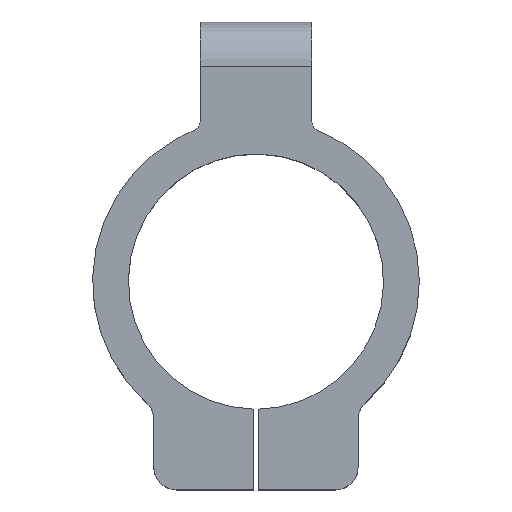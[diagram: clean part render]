
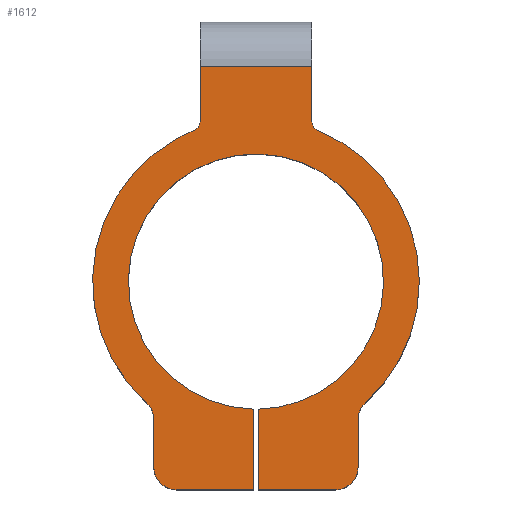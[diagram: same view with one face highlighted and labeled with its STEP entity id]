
A CAD part, top view. The second image highlights one B-rep face of the part: STEP entity #1612.
In plain terms, the highlighted planar face has unit normal (0, 0, 1).
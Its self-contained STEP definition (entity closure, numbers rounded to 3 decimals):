
#194=CARTESIAN_POINT('Vertex',(-22.804,-30.809,38.)) ;
#197=CARTESIAN_POINT('Axis2P3D Location',(-27.804,-30.809,38.)) ;
#201=CARTESIAN_POINT('Vertex',(-24.454,-27.097,38.)) ;
#266=CARTESIAN_POINT('Axis2P3D Location',(0.,0.,38.)) ;
#270=CARTESIAN_POINT('Vertex',(-17.499,32.032,38.)) ;
#372=CARTESIAN_POINT('Vertex',(12.5,48.,38.)) ;
#379=CARTESIAN_POINT('Vertex',(-12.5,48.,38.)) ;
#382=CARTESIAN_POINT('Line Origine',(0.,48.,38.)) ;
#509=CARTESIAN_POINT('Vertex',(13.664,-25.011,38.)) ;
#512=CARTESIAN_POINT('Axis2P3D Location',(0.,0.,38.)) ;
#516=CARTESIAN_POINT('Vertex',(-13.664,25.011,38.)) ;
#535=CARTESIAN_POINT('Vertex',(-0.5,-28.496,38.)) ;
#545=CARTESIAN_POINT('Axis2P3D Location',(0.,0.,38.)) ;
#562=CARTESIAN_POINT('Line Origine',(-9.152,-46.5,38.)) ;
#566=CARTESIAN_POINT('Vertex',(-17.804,-46.5,38.)) ;
#568=CARTESIAN_POINT('Vertex',(-0.5,-46.5,38.)) ;
#716=CARTESIAN_POINT('Vertex',(24.454,-27.097,38.)) ;
#721=CARTESIAN_POINT('Axis2P3D Location',(27.804,-30.809,38.)) ;
#725=CARTESIAN_POINT('Vertex',(22.804,-30.809,38.)) ;
#760=CARTESIAN_POINT('Vertex',(17.804,-46.5,38.)) ;
#763=CARTESIAN_POINT('Line Origine',(9.152,-46.5,38.)) ;
#767=CARTESIAN_POINT('Vertex',(0.5,-46.5,38.)) ;
#787=CARTESIAN_POINT('Axis2P3D Location',(17.804,-41.5,38.)) ;
#791=CARTESIAN_POINT('Vertex',(22.804,-41.5,38.)) ;
#920=CARTESIAN_POINT('Line Origine',(22.804,-36.155,38.)) ;
#961=CARTESIAN_POINT('Vertex',(0.5,-28.496,38.)) ;
#964=CARTESIAN_POINT('Axis2P3D Location',(0.,0.,38.)) ;
#1172=CARTESIAN_POINT('Axis2P3D Location',(-17.804,-41.5,38.)) ;
#1176=CARTESIAN_POINT('Vertex',(-22.804,-41.5,38.)) ;
#1204=CARTESIAN_POINT('Line Origine',(-22.804,-36.155,38.)) ;
#1337=CARTESIAN_POINT('Line Origine',(0.5,-37.498,38.)) ;
#1375=CARTESIAN_POINT('Line Origine',(-0.5,-37.498,38.)) ;
#1487=CARTESIAN_POINT('Axis2P3D Location',(0.,0.,38.)) ;
#1491=CARTESIAN_POINT('Vertex',(-13.747,33.812,38.)) ;
#1515=CARTESIAN_POINT('Vertex',(-12.5,35.665,38.)) ;
#1520=CARTESIAN_POINT('Line Origine',(-12.5,41.833,38.)) ;
#1548=CARTESIAN_POINT('Axis2P3D Location',(-14.5,35.665,38.)) ;
#1565=CARTESIAN_POINT('Axis2P3D Location',(0.,-28.5,38.)) ;
#1570=CARTESIAN_POINT('Axis2P3D Location',(14.5,35.665,38.)) ;
#1574=CARTESIAN_POINT('Vertex',(13.747,33.812,38.)) ;
#1576=CARTESIAN_POINT('Vertex',(12.5,35.665,38.)) ;
#1579=CARTESIAN_POINT('Line Origine',(12.5,41.833,38.)) ;
#1584=CARTESIAN_POINT('Axis2P3D Location',(0.,0.,38.)) ;
#198=DIRECTION('Axis2P3D Direction',(0.,0.,1.)) ;
#267=DIRECTION('Axis2P3D Direction',(0.,0.,1.)) ;
#383=DIRECTION('Vector Direction',(1.,0.,0.)) ;
#513=DIRECTION('Axis2P3D Direction',(0.,0.,1.)) ;
#546=DIRECTION('Axis2P3D Direction',(0.,0.,1.)) ;
#563=DIRECTION('Vector Direction',(1.,0.,0.)) ;
#722=DIRECTION('Axis2P3D Direction',(0.,0.,-1.)) ;
#764=DIRECTION('Vector Direction',(1.,0.,0.)) ;
#788=DIRECTION('Axis2P3D Direction',(0.,0.,1.)) ;
#921=DIRECTION('Vector Direction',(0.,-1.,0.)) ;
#965=DIRECTION('Axis2P3D Direction',(0.,0.,1.)) ;
#1173=DIRECTION('Axis2P3D Direction',(0.,0.,1.)) ;
#1205=DIRECTION('Vector Direction',(0.,-1.,0.)) ;
#1338=DIRECTION('Vector Direction',(0.,1.,0.)) ;
#1376=DIRECTION('Vector Direction',(0.,-1.,0.)) ;
#1488=DIRECTION('Axis2P3D Direction',(0.,0.,1.)) ;
#1521=DIRECTION('Vector Direction',(0.,1.,0.)) ;
#1549=DIRECTION('Axis2P3D Direction',(0.,0.,-1.)) ;
#1566=DIRECTION('Axis2P3D Direction',(0.,0.,1.)) ;
#1567=DIRECTION('Axis2P3D XDirection',(1.,0.,0.)) ;
#1571=DIRECTION('Axis2P3D Direction',(0.,0.,1.)) ;
#1580=DIRECTION('Vector Direction',(0.,1.,0.)) ;
#1585=DIRECTION('Axis2P3D Direction',(0.,0.,1.)) ;
#199=AXIS2_PLACEMENT_3D('Circle Axis2P3D',#197,#198,$) ;
#268=AXIS2_PLACEMENT_3D('Circle Axis2P3D',#266,#267,$) ;
#514=AXIS2_PLACEMENT_3D('Circle Axis2P3D',#512,#513,$) ;
#547=AXIS2_PLACEMENT_3D('Circle Axis2P3D',#545,#546,$) ;
#723=AXIS2_PLACEMENT_3D('Circle Axis2P3D',#721,#722,$) ;
#789=AXIS2_PLACEMENT_3D('Circle Axis2P3D',#787,#788,$) ;
#966=AXIS2_PLACEMENT_3D('Circle Axis2P3D',#964,#965,$) ;
#1174=AXIS2_PLACEMENT_3D('Circle Axis2P3D',#1172,#1173,$) ;
#1489=AXIS2_PLACEMENT_3D('Circle Axis2P3D',#1487,#1488,$) ;
#1550=AXIS2_PLACEMENT_3D('Circle Axis2P3D',#1548,#1549,$) ;
#1568=AXIS2_PLACEMENT_3D('Plane Axis2P3D',#1565,#1566,#1567) ;
#1572=AXIS2_PLACEMENT_3D('Circle Axis2P3D',#1570,#1571,$) ;
#1586=AXIS2_PLACEMENT_3D('Circle Axis2P3D',#1584,#1585,$) ;
#1590=ORIENTED_EDGE('',*,*,#1578,.T.) ;
#1591=ORIENTED_EDGE('',*,*,#1583,.F.) ;
#1592=ORIENTED_EDGE('',*,*,#386,.F.) ;
#1593=ORIENTED_EDGE('',*,*,#1524,.T.) ;
#1594=ORIENTED_EDGE('',*,*,#1552,.T.) ;
#1595=ORIENTED_EDGE('',*,*,#1493,.T.) ;
#1596=ORIENTED_EDGE('',*,*,#272,.T.) ;
#1597=ORIENTED_EDGE('',*,*,#203,.T.) ;
#1598=ORIENTED_EDGE('',*,*,#1208,.T.) ;
#1599=ORIENTED_EDGE('',*,*,#1178,.F.) ;
#1600=ORIENTED_EDGE('',*,*,#570,.T.) ;
#1601=ORIENTED_EDGE('',*,*,#1379,.F.) ;
#1602=ORIENTED_EDGE('',*,*,#549,.F.) ;
#1603=ORIENTED_EDGE('',*,*,#518,.F.) ;
#1604=ORIENTED_EDGE('',*,*,#968,.F.) ;
#1605=ORIENTED_EDGE('',*,*,#1341,.F.) ;
#1606=ORIENTED_EDGE('',*,*,#769,.T.) ;
#1607=ORIENTED_EDGE('',*,*,#793,.F.) ;
#1608=ORIENTED_EDGE('',*,*,#924,.F.) ;
#1609=ORIENTED_EDGE('',*,*,#727,.T.) ;
#1610=ORIENTED_EDGE('',*,*,#1588,.T.) ;
#384=VECTOR('Line Direction',#383,1.) ;
#564=VECTOR('Line Direction',#563,1.) ;
#765=VECTOR('Line Direction',#764,1.) ;
#922=VECTOR('Line Direction',#921,1.) ;
#1206=VECTOR('Line Direction',#1205,1.) ;
#1339=VECTOR('Line Direction',#1338,1.) ;
#1377=VECTOR('Line Direction',#1376,1.) ;
#1522=VECTOR('Line Direction',#1521,1.) ;
#1581=VECTOR('Line Direction',#1580,1.) ;
#1612=ADVANCED_FACE('Corps principal',(#1611),#1569,.T.) ;
#200=CIRCLE('generated circle',#199,5.) ;
#269=CIRCLE('generated circle',#268,36.5) ;
#515=CIRCLE('generated circle',#514,28.5) ;
#548=CIRCLE('generated circle',#547,28.5) ;
#724=CIRCLE('generated circle',#723,5.) ;
#790=CIRCLE('generated circle',#789,5.) ;
#967=CIRCLE('generated circle',#966,28.5) ;
#1175=CIRCLE('generated circle',#1174,5.) ;
#1490=CIRCLE('generated circle',#1489,36.5) ;
#1551=CIRCLE('generated circle',#1550,2.) ;
#1573=CIRCLE('generated circle',#1572,2.) ;
#1587=CIRCLE('generated circle',#1586,36.5) ;
#203=EDGE_CURVE('',#202,#195,#200,.F.) ;
#272=EDGE_CURVE('',#271,#202,#269,.T.) ;
#386=EDGE_CURVE('',#380,#373,#385,.T.) ;
#518=EDGE_CURVE('',#510,#517,#515,.T.) ;
#549=EDGE_CURVE('',#517,#536,#548,.T.) ;
#570=EDGE_CURVE('',#567,#569,#565,.T.) ;
#727=EDGE_CURVE('',#726,#717,#724,.T.) ;
#769=EDGE_CURVE('',#768,#761,#766,.T.) ;
#793=EDGE_CURVE('',#792,#761,#790,.F.) ;
#924=EDGE_CURVE('',#726,#792,#923,.T.) ;
#968=EDGE_CURVE('',#962,#510,#967,.T.) ;
#1178=EDGE_CURVE('',#567,#1177,#1175,.F.) ;
#1208=EDGE_CURVE('',#195,#1177,#1207,.T.) ;
#1341=EDGE_CURVE('',#768,#962,#1340,.T.) ;
#1379=EDGE_CURVE('',#536,#569,#1378,.T.) ;
#1493=EDGE_CURVE('',#1492,#271,#1490,.T.) ;
#1524=EDGE_CURVE('',#380,#1516,#1523,.F.) ;
#1552=EDGE_CURVE('',#1516,#1492,#1551,.T.) ;
#1578=EDGE_CURVE('',#1575,#1577,#1573,.F.) ;
#1583=EDGE_CURVE('',#373,#1577,#1582,.F.) ;
#1588=EDGE_CURVE('',#717,#1575,#1587,.T.) ;
#1589=EDGE_LOOP('',(#1590,#1591,#1592,#1593,#1594,#1595,#1596,#1597,#1598,#1599,#1600,#1601,#1602,#1603,#1604,#1605,#1606,#1607,#1608,#1609,#1610)) ;
#1611=FACE_OUTER_BOUND('',#1589,.T.) ;
#385=LINE('Line',#382,#384) ;
#565=LINE('Line',#562,#564) ;
#766=LINE('Line',#763,#765) ;
#923=LINE('Line',#920,#922) ;
#1207=LINE('Line',#1204,#1206) ;
#1340=LINE('Line',#1337,#1339) ;
#1378=LINE('Line',#1375,#1377) ;
#1523=LINE('Line',#1520,#1522) ;
#1582=LINE('Line',#1579,#1581) ;
#1569=PLANE('Plane',#1568) ;
#195=VERTEX_POINT('',#194) ;
#202=VERTEX_POINT('',#201) ;
#271=VERTEX_POINT('',#270) ;
#373=VERTEX_POINT('',#372) ;
#380=VERTEX_POINT('',#379) ;
#510=VERTEX_POINT('',#509) ;
#517=VERTEX_POINT('',#516) ;
#536=VERTEX_POINT('',#535) ;
#567=VERTEX_POINT('',#566) ;
#569=VERTEX_POINT('',#568) ;
#717=VERTEX_POINT('',#716) ;
#726=VERTEX_POINT('',#725) ;
#761=VERTEX_POINT('',#760) ;
#768=VERTEX_POINT('',#767) ;
#792=VERTEX_POINT('',#791) ;
#962=VERTEX_POINT('',#961) ;
#1177=VERTEX_POINT('',#1176) ;
#1492=VERTEX_POINT('',#1491) ;
#1516=VERTEX_POINT('',#1515) ;
#1575=VERTEX_POINT('',#1574) ;
#1577=VERTEX_POINT('',#1576) ;
